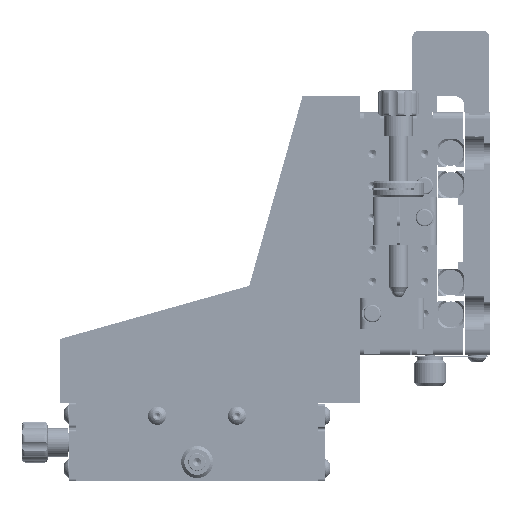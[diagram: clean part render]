
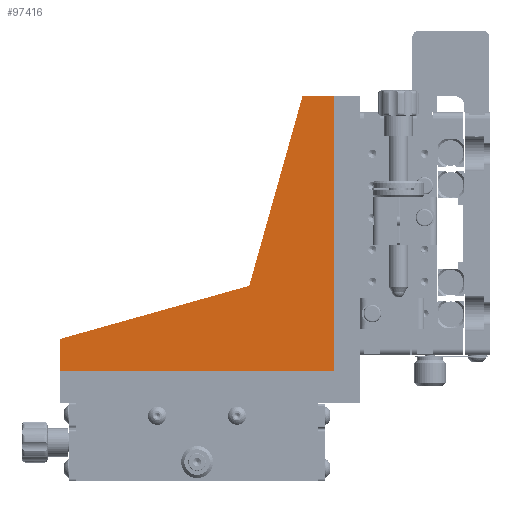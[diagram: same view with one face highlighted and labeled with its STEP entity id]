
A CAD part, left-side view. The second image highlights one B-rep face of the part: STEP entity #97416.
In plain terms, the highlighted planar face has unit normal (-1, 0, 0).
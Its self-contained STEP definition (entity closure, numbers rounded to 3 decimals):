
#510 = VERTEX_POINT ( 'NONE', #42580 ) ;
#4714 = VECTOR ( 'NONE', #116113, 1000. ) ;
#6002 = LINE ( 'NONE', #127718, #74990 ) ;
#7131 = ORIENTED_EDGE ( 'NONE', *, *, #50671, .T. ) ;
#10021 = DIRECTION ( 'NONE',  ( 0., 1., 0. ) ) ;
#10538 = LINE ( 'NONE', #88506, #49668 ) ;
#11013 = FACE_OUTER_BOUND ( 'NONE', #117715, .T. ) ;
#14667 = ORIENTED_EDGE ( 'NONE', *, *, #71412, .T. ) ;
#16036 = CARTESIAN_POINT ( 'NONE',  ( -31.383, 135.79, 100.231 ) ) ;
#19446 = CARTESIAN_POINT ( 'NONE',  ( -31.383, 135.79, 100.231 ) ) ;
#24752 = LINE ( 'NONE', #59064, #70256 ) ;
#26053 = CARTESIAN_POINT ( 'NONE',  ( -31.383, 135.79, 90.231 ) ) ;
#30481 = VECTOR ( 'NONE', #117397, 1000. ) ;
#30694 = DIRECTION ( 'NONE',  ( 0., 0., 1. ) ) ;
#32103 = VECTOR ( 'NONE', #66393, 1000. ) ;
#32428 = DIRECTION ( 'NONE',  ( -1., 0., 0. ) ) ;
#42580 = CARTESIAN_POINT ( 'NONE',  ( -31.383, 135.79, 90.231 ) ) ;
#45778 = CARTESIAN_POINT ( 'NONE',  ( -31.383, 76.465, 116.906 ) ) ;
#47651 = DIRECTION ( 'NONE',  ( 0., -1., 0. ) ) ;
#47666 = EDGE_CURVE ( 'NONE', #107365, #510, #81570, .T. ) ;
#49668 = VECTOR ( 'NONE', #99082, 1000. ) ;
#50671 = EDGE_CURVE ( 'NONE', #52164, #107365, #82297, .T. ) ;
#52164 = VERTEX_POINT ( 'NONE', #68975 ) ;
#57183 = LINE ( 'NONE', #45778, #32103 ) ;
#58270 = EDGE_CURVE ( 'NONE', #123252, #118177, #10538, .T. ) ;
#59064 = CARTESIAN_POINT ( 'NONE',  ( -31.383, 59.79, 176.231 ) ) ;
#66393 = DIRECTION ( 'NONE',  ( 0., 0.271, -0.963 ) ) ;
#68975 = CARTESIAN_POINT ( 'NONE',  ( -31.383, 76.465, 116.906 ) ) ;
#70256 = VECTOR ( 'NONE', #10021, 1000. ) ;
#71412 = EDGE_CURVE ( 'NONE', #118177, #122768, #24752, .T. ) ;
#74990 = VECTOR ( 'NONE', #47651, 1000. ) ;
#78921 = ORIENTED_EDGE ( 'NONE', *, *, #58270, .T. ) ;
#80739 = CARTESIAN_POINT ( 'NONE',  ( -31.383, 49.79, 90.231 ) ) ;
#81570 = LINE ( 'NONE', #26053, #4714 ) ;
#82297 = LINE ( 'NONE', #16036, #30481 ) ;
#88506 = CARTESIAN_POINT ( 'NONE',  ( -31.383, 49.79, 90.231 ) ) ;
#88600 = CARTESIAN_POINT ( 'NONE',  ( -31.383, 49.79, 90.231 ) ) ;
#90482 = AXIS2_PLACEMENT_3D ( 'NONE', #80739, #32428, #30694 ) ;
#97416 = ADVANCED_FACE ( 'NONE', ( #11013 ), #111146, .T. ) ;
#99082 = DIRECTION ( 'NONE',  ( 0., 0., 1. ) ) ;
#105401 = EDGE_CURVE ( 'NONE', #122768, #52164, #57183, .T. ) ;
#107365 = VERTEX_POINT ( 'NONE', #19446 ) ;
#109121 = ORIENTED_EDGE ( 'NONE', *, *, #47666, .T. ) ;
#111146 = PLANE ( 'NONE',  #90482 ) ;
#111156 = CARTESIAN_POINT ( 'NONE',  ( -31.383, 59.79, 176.231 ) ) ;
#111195 = ORIENTED_EDGE ( 'NONE', *, *, #111493, .T. ) ;
#111493 = EDGE_CURVE ( 'NONE', #510, #123252, #6002, .T. ) ;
#116113 = DIRECTION ( 'NONE',  ( 0., 0., -1. ) ) ;
#117397 = DIRECTION ( 'NONE',  ( 0., 0.963, -0.271 ) ) ;
#117715 = EDGE_LOOP ( 'NONE', ( #111195, #78921, #14667, #123687, #7131, #109121 ) ) ;
#117782 = CARTESIAN_POINT ( 'NONE',  ( -31.383, 49.79, 176.231 ) ) ;
#118177 = VERTEX_POINT ( 'NONE', #117782 ) ;
#122768 = VERTEX_POINT ( 'NONE', #111156 ) ;
#123252 = VERTEX_POINT ( 'NONE', #88600 ) ;
#123687 = ORIENTED_EDGE ( 'NONE', *, *, #105401, .T. ) ;
#127718 = CARTESIAN_POINT ( 'NONE',  ( -31.383, 135.79, 90.231 ) ) ;
